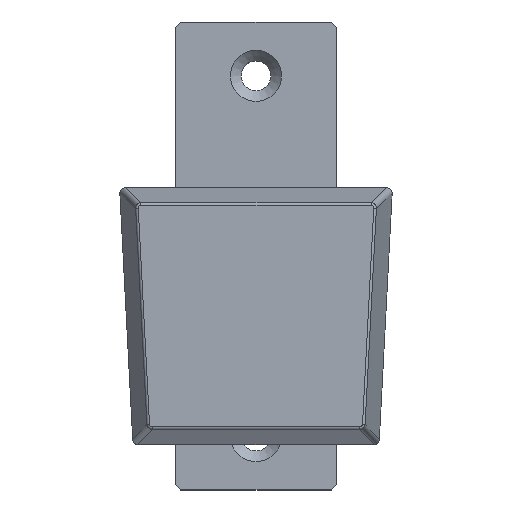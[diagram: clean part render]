
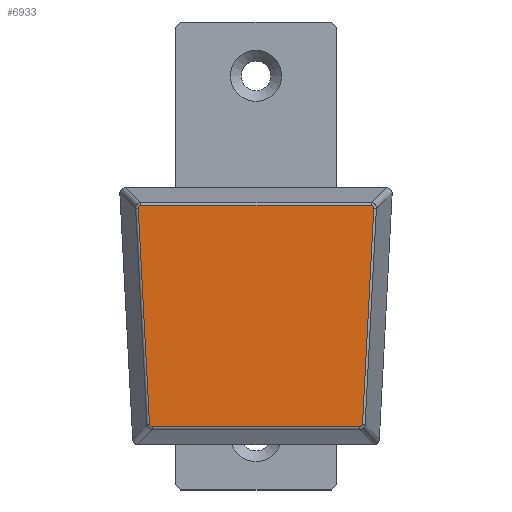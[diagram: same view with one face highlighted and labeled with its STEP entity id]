
A CAD part, top view. The second image highlights one B-rep face of the part: STEP entity #6933.
In plain terms, the highlighted planar face has unit normal (0, 0, 1).
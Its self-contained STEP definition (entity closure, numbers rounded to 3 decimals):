
#60 = CARTESIAN_POINT ( 'NONE',  ( -19.803, -18.818, 13. ) ) ;
#81 = LINE ( 'NONE', #10266, #11152 ) ;
#94 = LINE ( 'NONE', #60, #2659 ) ;
#171 = ORIENTED_EDGE ( 'NONE', *, *, #9115, .T. ) ;
#284 = ORIENTED_EDGE ( 'NONE', *, *, #10400, .T. ) ;
#395 = ORIENTED_EDGE ( 'NONE', *, *, #5207, .T. ) ;
#400 = FACE_OUTER_BOUND ( 'NONE', #9690, .T. ) ;
#637 = CARTESIAN_POINT ( 'NONE',  ( -19.588, -19.365, 13. ) ) ;
#785 = CARTESIAN_POINT ( 'NONE',  ( -19.312, -19.365, 13. ) ) ;
#1188 = CARTESIAN_POINT ( 'NONE',  ( 19.588, -19.365, 13. ) ) ;
#1242 = AXIS2_PLACEMENT_3D ( 'NONE', #5273, #14087, #7554 ) ;
#1893 = VERTEX_POINT ( 'NONE', #9245 ) ;
#1930 = CARTESIAN_POINT ( 'NONE',  ( -19.799, -18.903, 13. ) ) ;
#2222 = ORIENTED_EDGE ( 'NONE', *, *, #9581, .T. ) ;
#2270 = CARTESIAN_POINT ( 'NONE',  ( 21.407, 21.839, 13. ) ) ;
#2560 =( BOUNDED_CURVE ( )  B_SPLINE_CURVE ( 3, ( #13107, #5516, #13251, #14287 ),
 .UNSPECIFIED., .F., .T. ) 
 B_SPLINE_CURVE_WITH_KNOTS ( ( 4, 4 ),
 ( 5.498, 7.068 ),
 .UNSPECIFIED. ) 
 CURVE ( )  GEOMETRIC_REPRESENTATION_ITEM ( )  RATIONAL_B_SPLINE_CURVE ( ( 1., 0.805, 0.805, 1. ) ) 
 REPRESENTATION_ITEM ( '' )  );
#2659 = VECTOR ( 'NONE', #8911, 1000. ) ;
#3692 = CARTESIAN_POINT ( 'NONE',  ( 0., -19.365, 13. ) ) ;
#3963 = CARTESIAN_POINT ( 'NONE',  ( 21.894, 21.327, 13. ) ) ;
#4409 = CARTESIAN_POINT ( 'NONE',  ( -21.894, 21.327, 13. ) ) ;
#4754 = DIRECTION ( 'NONE',  ( 0.052, 0.999, 0. ) ) ;
#5207 = EDGE_CURVE ( 'NONE', #9387, #7609, #14158, .T. ) ;
#5273 = CARTESIAN_POINT ( 'NONE',  ( 0., 0., 13. ) ) ;
#5358 = CARTESIAN_POINT ( 'NONE',  ( -21.407, 21.839, 13. ) ) ;
#5516 = CARTESIAN_POINT ( 'NONE',  ( 21.91, 21.627, 13. ) ) ;
#5860 = VECTOR ( 'NONE', #10491, 1000. ) ;
#6232 = CARTESIAN_POINT ( 'NONE',  ( -19.799, -18.903, 13. ) ) ;
#6294 = VERTEX_POINT ( 'NONE', #11579 ) ;
#6556 = CARTESIAN_POINT ( 'NONE',  ( -19.312, -19.365, 13. ) ) ;
#6688 = VERTEX_POINT ( 'NONE', #7945 ) ;
#6793 = EDGE_CURVE ( 'NONE', #7609, #6688, #8838, .T. ) ;
#6933 = ADVANCED_FACE ( 'NONE', ( #400 ), #14133, .F. ) ;
#7173 = ORIENTED_EDGE ( 'NONE', *, *, #11336, .T. ) ;
#7506 = VECTOR ( 'NONE', #10129, 1000. ) ;
#7554 = DIRECTION ( 'NONE',  ( -1., 0., 0. ) ) ;
#7609 = VERTEX_POINT ( 'NONE', #6556 ) ;
#7653 = CARTESIAN_POINT ( 'NONE',  ( -21.708, 21.839, 13. ) ) ;
#7945 = CARTESIAN_POINT ( 'NONE',  ( 19.312, -19.365, 13. ) ) ;
#8440 =( BOUNDED_CURVE ( )  B_SPLINE_CURVE ( 3, ( #5358, #7653, #12178, #4409 ),
 .UNSPECIFIED., .F., .F. ) 
 B_SPLINE_CURVE_WITH_KNOTS ( ( 4, 4 ),
 ( 2.357, 3.926 ),
 .UNSPECIFIED. ) 
 CURVE ( )  GEOMETRIC_REPRESENTATION_ITEM ( )  RATIONAL_B_SPLINE_CURVE ( ( 1., 0.805, 0.805, 1. ) ) 
 REPRESENTATION_ITEM ( '' )  );
#8505 = EDGE_CURVE ( 'NONE', #12585, #1893, #8440, .T. ) ;
#8676 = ORIENTED_EDGE ( 'NONE', *, *, #8505, .T. ) ;
#8768 = CARTESIAN_POINT ( 'NONE',  ( 19.312, -19.365, 13. ) ) ;
#8838 = LINE ( 'NONE', #3692, #5860 ) ;
#8911 = DIRECTION ( 'NONE',  ( 0.052, -0.999, 0. ) ) ;
#8987 = CARTESIAN_POINT ( 'NONE',  ( 0., 21.839, 13. ) ) ;
#9115 = EDGE_CURVE ( 'NONE', #1893, #9387, #94, .T. ) ;
#9245 = CARTESIAN_POINT ( 'NONE',  ( -21.894, 21.327, 13. ) ) ;
#9378 = VERTEX_POINT ( 'NONE', #3963 ) ;
#9387 = VERTEX_POINT ( 'NONE', #6232 ) ;
#9581 = EDGE_CURVE ( 'NONE', #6294, #9378, #81, .T. ) ;
#9690 = EDGE_LOOP ( 'NONE', ( #7173, #8676, #171, #395, #11001, #284, #2222, #10142 ) ) ;
#10129 = DIRECTION ( 'NONE',  ( -1., 0., 0. ) ) ;
#10142 = ORIENTED_EDGE ( 'NONE', *, *, #10806, .T. ) ;
#10266 = CARTESIAN_POINT ( 'NONE',  ( 20.727, -1.08, 13. ) ) ;
#10289 =( BOUNDED_CURVE ( )  B_SPLINE_CURVE ( 3, ( #8768, #1188, #12079, #11125 ),
 .UNSPECIFIED., .F., .F. ) 
 B_SPLINE_CURVE_WITH_KNOTS ( ( 4, 4 ),
 ( 2.406, 3.877 ),
 .UNSPECIFIED. ) 
 CURVE ( )  GEOMETRIC_REPRESENTATION_ITEM ( )  RATIONAL_B_SPLINE_CURVE ( ( 1., 0.828, 0.828, 1. ) ) 
 REPRESENTATION_ITEM ( '' )  );
#10400 = EDGE_CURVE ( 'NONE', #6688, #6294, #10289, .T. ) ;
#10491 = DIRECTION ( 'NONE',  ( 1., 0., 0. ) ) ;
#10795 = CARTESIAN_POINT ( 'NONE',  ( -21.407, 21.839, 13. ) ) ;
#10806 = EDGE_CURVE ( 'NONE', #9378, #13256, #2560, .T. ) ;
#11001 = ORIENTED_EDGE ( 'NONE', *, *, #6793, .T. ) ;
#11125 = CARTESIAN_POINT ( 'NONE',  ( 19.799, -18.903, 13. ) ) ;
#11152 = VECTOR ( 'NONE', #4754, 1000. ) ;
#11336 = EDGE_CURVE ( 'NONE', #13256, #12585, #13362, .T. ) ;
#11579 = CARTESIAN_POINT ( 'NONE',  ( 19.799, -18.903, 13. ) ) ;
#12079 = CARTESIAN_POINT ( 'NONE',  ( 19.784, -19.179, 13. ) ) ;
#12178 = CARTESIAN_POINT ( 'NONE',  ( -21.91, 21.627, 13. ) ) ;
#12585 = VERTEX_POINT ( 'NONE', #10795 ) ;
#12930 = CARTESIAN_POINT ( 'NONE',  ( -19.784, -19.179, 13. ) ) ;
#13107 = CARTESIAN_POINT ( 'NONE',  ( 21.894, 21.327, 13. ) ) ;
#13251 = CARTESIAN_POINT ( 'NONE',  ( 21.708, 21.839, 13. ) ) ;
#13256 = VERTEX_POINT ( 'NONE', #2270 ) ;
#13362 = LINE ( 'NONE', #8987, #7506 ) ;
#14087 = DIRECTION ( 'NONE',  ( 0., 0., -1. ) ) ;
#14133 = PLANE ( 'NONE',  #1242 ) ;
#14158 =( BOUNDED_CURVE ( )  B_SPLINE_CURVE ( 3, ( #1930, #12930, #637, #785 ),
 .UNSPECIFIED., .F., .F. ) 
 B_SPLINE_CURVE_WITH_KNOTS ( ( 4, 4 ),
 ( 5.548, 7.019 ),
 .UNSPECIFIED. ) 
 CURVE ( )  GEOMETRIC_REPRESENTATION_ITEM ( )  RATIONAL_B_SPLINE_CURVE ( ( 1., 0.828, 0.828, 1. ) ) 
 REPRESENTATION_ITEM ( '' )  );
#14287 = CARTESIAN_POINT ( 'NONE',  ( 21.407, 21.839, 13. ) ) ;
